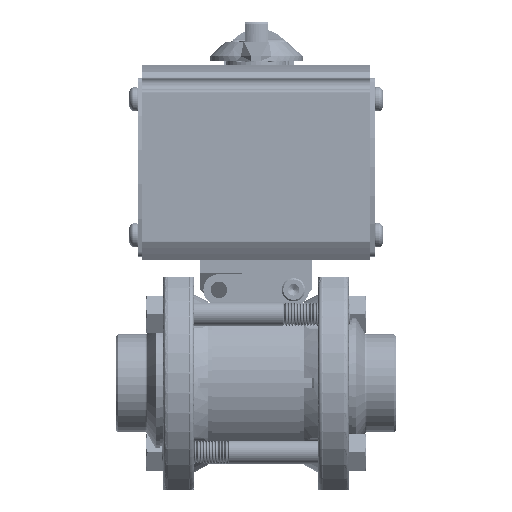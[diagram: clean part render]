
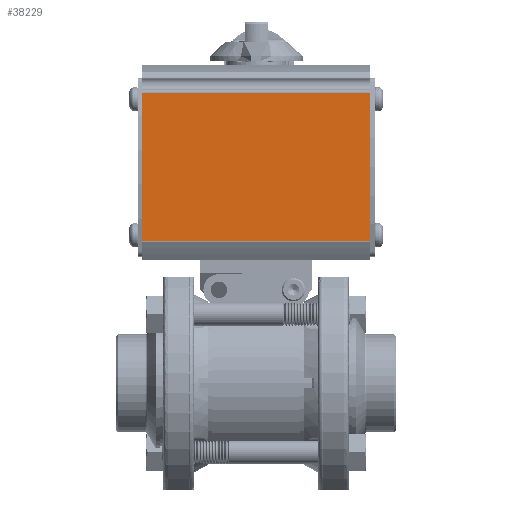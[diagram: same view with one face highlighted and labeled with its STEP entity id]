
A CAD part, top view. The second image highlights one B-rep face of the part: STEP entity #38229.
In plain terms, the highlighted planar face has unit normal (0, 0, 1).
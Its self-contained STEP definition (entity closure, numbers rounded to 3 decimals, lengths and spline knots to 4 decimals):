
#4010 = DIRECTION ( 'NONE',  ( 0., -1., 0. ) ) ;
#10100 = VECTOR ( 'NONE', #40522, 39.3701 ) ;
#11450 = VERTEX_POINT ( 'NONE', #126127 ) ;
#13817 = CARTESIAN_POINT ( 'NONE',  ( 1.5441, 3.7931, 3.281 ) ) ;
#26210 = CARTESIAN_POINT ( 'NONE',  ( -1.5109, 3.8004, 3.281 ) ) ;
#33239 = DIRECTION ( 'NONE',  ( 0., -1., 0. ) ) ;
#36377 = VERTEX_POINT ( 'NONE', #105189 ) ;
#38229 = ADVANCED_FACE ( 'NONE', ( #117859 ), #89111, .F. ) ;
#40522 = DIRECTION ( 'NONE',  ( 0., 1., 0. ) ) ;
#43618 = EDGE_CURVE ( 'NONE', #11450, #118212, #47886, .T. ) ;
#47886 = LINE ( 'NONE', #26210, #10100 ) ;
#55970 = EDGE_CURVE ( 'NONE', #143695, #118212, #177403, .T. ) ;
#56557 = VECTOR ( 'NONE', #4010, 39.3701 ) ;
#60590 = CARTESIAN_POINT ( 'NONE',  ( 1.5441, 3.8004, 3.281 ) ) ;
#68520 = DIRECTION ( 'NONE',  ( -1., 0., 0. ) ) ;
#73703 = ORIENTED_EDGE ( 'NONE', *, *, #55970, .T. ) ;
#78354 = VECTOR ( 'NONE', #168615, 39.3701 ) ;
#82770 = CARTESIAN_POINT ( 'NONE',  ( -5.0238, 3.7931, 3.281 ) ) ;
#88795 = EDGE_CURVE ( 'NONE', #11450, #36377, #153984, .T. ) ;
#89111 = PLANE ( 'NONE',  #117152 ) ;
#98807 = EDGE_CURVE ( 'NONE', #143695, #36377, #127617, .T. ) ;
#101690 = VECTOR ( 'NONE', #68520, 39.3701 ) ;
#105189 = CARTESIAN_POINT ( 'NONE',  ( 1.5441, 1.7988, 3.281 ) ) ;
#107792 = ORIENTED_EDGE ( 'NONE', *, *, #98807, .F. ) ;
#117152 = AXIS2_PLACEMENT_3D ( 'NONE', #132025, #118279, #33239 ) ;
#117859 = FACE_OUTER_BOUND ( 'NONE', #177291, .T. ) ;
#118212 = VERTEX_POINT ( 'NONE', #134275 ) ;
#118279 = DIRECTION ( 'NONE',  ( 0., 0., -1. ) ) ;
#126127 = CARTESIAN_POINT ( 'NONE',  ( -1.5109, 1.7988, 3.281 ) ) ;
#127617 = LINE ( 'NONE', #60590, #56557 ) ;
#132025 = CARTESIAN_POINT ( 'NONE',  ( -5.0238, 3.8004, 3.281 ) ) ;
#134275 = CARTESIAN_POINT ( 'NONE',  ( -1.5109, 3.7931, 3.281 ) ) ;
#143695 = VERTEX_POINT ( 'NONE', #13817 ) ;
#153984 = LINE ( 'NONE', #182913, #78354 ) ;
#158748 = ORIENTED_EDGE ( 'NONE', *, *, #43618, .F. ) ;
#168615 = DIRECTION ( 'NONE',  ( 1., 0., 0. ) ) ;
#170833 = ORIENTED_EDGE ( 'NONE', *, *, #88795, .T. ) ;
#177291 = EDGE_LOOP ( 'NONE', ( #107792, #73703, #158748, #170833 ) ) ;
#177403 = LINE ( 'NONE', #82770, #101690 ) ;
#182913 = CARTESIAN_POINT ( 'NONE',  ( -5.0238, 1.7988, 3.281 ) ) ;
